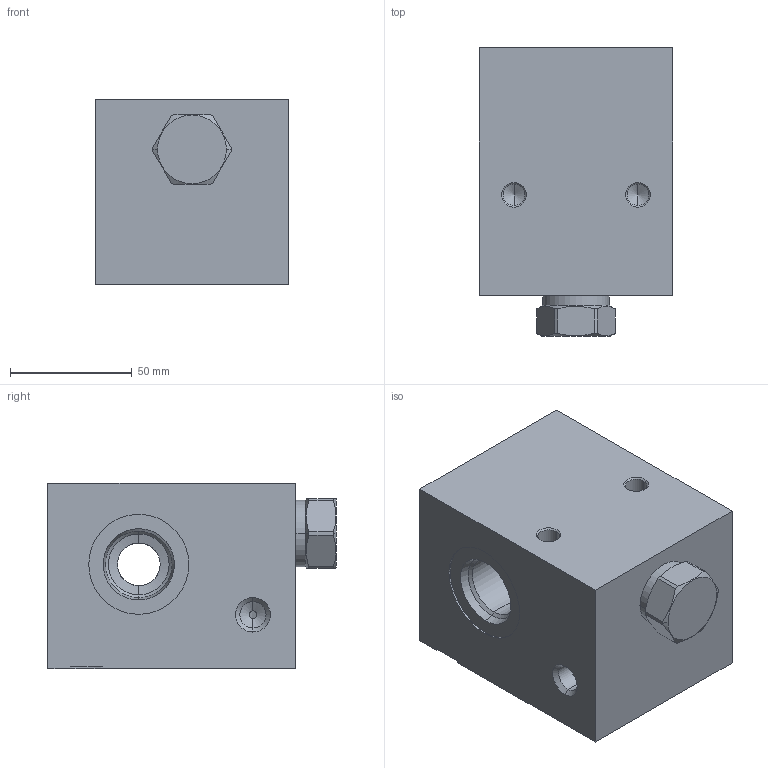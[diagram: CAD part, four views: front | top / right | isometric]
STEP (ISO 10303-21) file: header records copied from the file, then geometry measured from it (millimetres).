
FILE_DESCRIPTION((''),'2;1');
FILE_NAME('B5L_ASM','2019-09-18T',('ProEService'),(''),'PRO/ENGINEER BY PARAMETRIC TECHNOLOGY CORPORATION, 2014200','PRO/ENGINEER BY PARAMETRIC TECHNOLOGY CORPORATION, 2014200','');
FILE_SCHEMA(('CONFIG_CONTROL_DESIGN'));
Length unit declared in the file: inch
Products named in the file (3): 151-198-004; CXEDXCN; B5L_ASM
Assembly tree (2 placements, depth 2):
  B5L_ASM
    151-198-004
    CXEDXCN
Bounding box: 79.38 x 118.26 x 76.2 mm (x, y, z)
Volume: 515649.6 mm3; surface area: 71792.5 mm2
Topology: 4 solids, 5 shells, 299 faces, 965 edges, 780 vertices
Faces by surface type: cylinder 122, cone 81, plane 58, torus 26, revolution 8, sphere 4
Entity records: 11926 total; most frequent: CARTESIAN_POINT 3510, DIRECTION 1820, ORIENTED_EDGE 1410, EDGE_CURVE 705, AXIS2_PLACEMENT_3D 649, VECTOR 514, LINE 514, VERTEX_POINT 431
